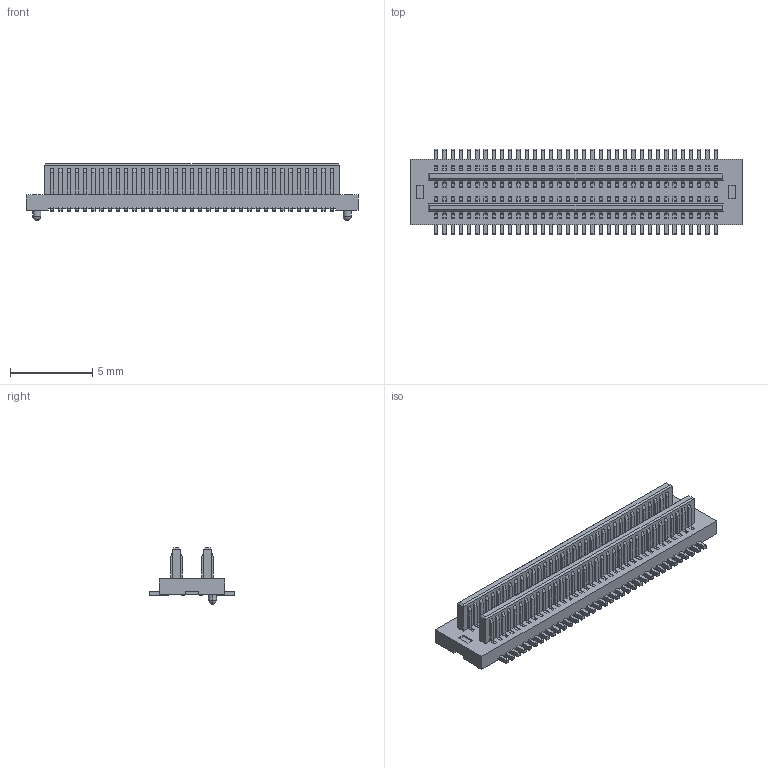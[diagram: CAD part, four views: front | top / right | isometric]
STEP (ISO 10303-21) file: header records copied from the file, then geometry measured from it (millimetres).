
FILE_DESCRIPTION (( 'STEP AP214' ), '1' );
FILE_NAME ('FBB05002-M70S1003K6MH10-REF.STEP', '2024-09-25T05:56:28', ( '' ), ( '' ), 'SwSTEP 2.0', 'SolidWorks 2021', '' );
FILE_SCHEMA (( 'AUTOMOTIVE_DESIGN' ));
Products named in the file (1): FBB05002-M70S1003K6MH10-REF
Bounding box: 20.2 x 5.2 x 3.45 mm (x, y, z)
Volume: 110.4 mm3; surface area: 506.6 mm2
Topology: 1 solids, 1 shells, 2644 faces, 7486 edges, 4846 vertices
Faces by surface type: plane 2356, cylinder 284, sphere 4
Entity records: 84088 total; most frequent: CARTESIAN_POINT 14965, ORIENTED_EDGE 14956, DIRECTION 13620, EDGE_CURVE 7478, LINE 6626, VECTOR 6626, VERTEX_POINT 4842, AXIS2_PLACEMENT_3D 3497
